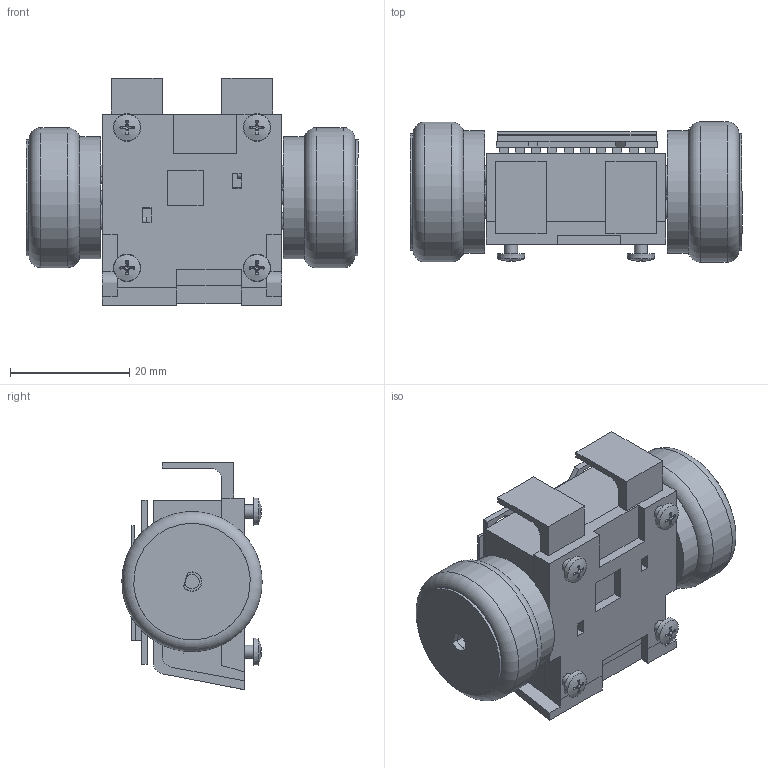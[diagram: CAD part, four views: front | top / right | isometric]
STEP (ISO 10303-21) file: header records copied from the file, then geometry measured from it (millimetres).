
FILE_DESCRIPTION(/* description */ (''),/* implementation_level */ '2;1');
FILE_NAME(/* name */ 'obudowa silników - złożenie.stp',/* time_stamp */ '2020-11-25T16:54:01+01:00',/* author */ ('Mrozi'),/* organization */ (''),/* preprocessor_version */ 'ST-DEVELOPER v17',/* originating_system */ 'Autodesk Inventor 2019',/* authorisation */ '');
FILE_SCHEMA (('AUTOMOTIVE_DESIGN { 1 0 10303 214 3 1 1 }'));
Products named in the file (15): SynerMycha - złożenie; Silniki; Silniki_1; GearboxScaffolding; DC Motor; Tyre; Felga; MWR0032KAC-KH; podstawa silników; Pokrywa silników; 128x64Oled; Component4; 128x64Oled v3; słupek dystansowy; ANSI B18.6.3 - Nr 2 - 56 - 1/8
Assembly tree (25 placements, depth 3):
  SynerMycha - złożenie
    Silniki
      GearboxScaffolding
      DC Motor
      Felga
      Tyre
      MWR0032KAC-KH
    Silniki_1
      GearboxScaffolding
      DC Motor
      Tyre
      Felga
      MWR0032KAC-KH
    podstawa silników
    Pokrywa silników
    128x64Oled
      Component4
      128x64Oled v3
    słupek dystansowy  x4
    ANSI B18.6.3 - Nr 2 - 56 - 1/8  x4
Bounding box: 55.6 x 23.5 x 38.1 mm (x, y, z)
Volume: 22291.4 mm3; surface area: 22693.6 mm2
Topology: 66 solids, 66 shells, 767 faces, 1736 edges, 1160 vertices
Faces by surface type: plane 473, cylinder 218, cone 52, torus 20, sphere 4
Full cylindrical faces by diameter (mm): 1 x36, 1.016 x4, 1.3 x20, 1.5 x9, 1.7 x4, 2 x8, 2.184 x4, 2.2 x8, 2.35 x2, 2.411 x6, 2.5 x10, 3 x14, 3.4 x2, 4.8 x2, 4.861 x2, 5 x2, 5.669 x2, 5.711 x2, 14.99 x2, 17 x2, 18.2 x2, 19.5 x2, 20.44 x2, 23.5 x2
Entity records: 14103 total; most frequent: CARTESIAN_POINT 2469, DIRECTION 2319, ORIENTED_EDGE 2120, EDGE_CURVE 1060, AXIS2_PLACEMENT_3D 790, LINE 739, VECTOR 739, VERTEX_POINT 708
